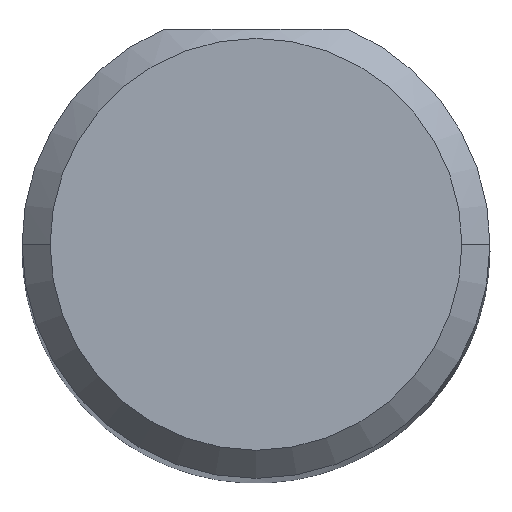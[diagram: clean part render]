
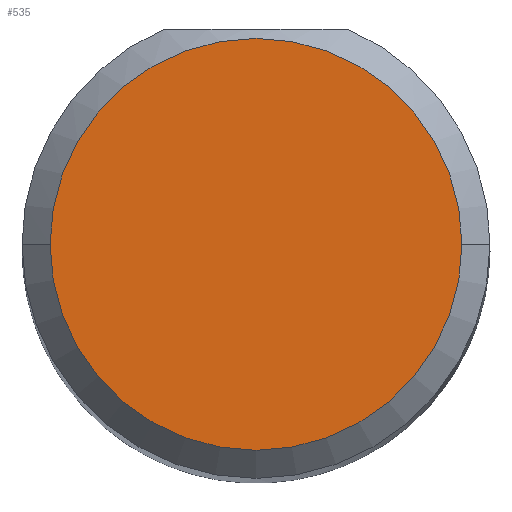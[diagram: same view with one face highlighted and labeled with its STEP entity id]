
A CAD part, top view. The second image highlights one B-rep face of the part: STEP entity #535.
In plain terms, the highlighted planar face has unit normal (0, 0, 1).
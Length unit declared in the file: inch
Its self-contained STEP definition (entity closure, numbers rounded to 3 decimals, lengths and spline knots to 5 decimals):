
#17 = CARTESIAN_POINT ( 'NONE',  ( 0., 0., 2.5 ) ) ;
#25 = FACE_OUTER_BOUND ( 'NONE', #262, .T. ) ;
#43 = CARTESIAN_POINT ( 'NONE',  ( -0.11, 0., 2.5 ) ) ;
#65 = EDGE_CURVE ( 'NONE', #594, #583, #180, .T. ) ;
#114 = ORIENTED_EDGE ( 'NONE', *, *, #619, .T. ) ;
#146 = AXIS2_PLACEMENT_3D ( 'NONE', #265, #489, #205 ) ;
#162 = AXIS2_PLACEMENT_3D ( 'NONE', #343, #232, #514 ) ;
#180 = CIRCLE ( 'NONE', #467, 0.11 ) ;
#203 = DIRECTION ( 'NONE',  ( 0., 0., 1. ) ) ;
#205 = DIRECTION ( 'NONE',  ( 1., 0., 0. ) ) ;
#232 = DIRECTION ( 'NONE',  ( 0., 0., 1. ) ) ;
#254 = DIRECTION ( 'NONE',  ( 1., 0., 0. ) ) ;
#262 = EDGE_LOOP ( 'NONE', ( #424, #114 ) ) ;
#265 = CARTESIAN_POINT ( 'NONE',  ( 0., 0., 2.5 ) ) ;
#343 = CARTESIAN_POINT ( 'NONE',  ( 0., 0., 2.5 ) ) ;
#374 = PLANE ( 'NONE',  #146 ) ;
#388 = CARTESIAN_POINT ( 'NONE',  ( 0.11, 0., 2.5 ) ) ;
#424 = ORIENTED_EDGE ( 'NONE', *, *, #65, .T. ) ;
#467 = AXIS2_PLACEMENT_3D ( 'NONE', #17, #203, #254 ) ;
#489 = DIRECTION ( 'NONE',  ( 0., 0., 1. ) ) ;
#514 = DIRECTION ( 'NONE',  ( 1., 0., 0. ) ) ;
#535 = ADVANCED_FACE ( 'NONE', ( #25 ), #374, .T. ) ;
#583 = VERTEX_POINT ( 'NONE', #388 ) ;
#594 = VERTEX_POINT ( 'NONE', #43 ) ;
#602 = CIRCLE ( 'NONE', #162, 0.11 ) ;
#619 = EDGE_CURVE ( 'NONE', #583, #594, #602, .T. ) ;
